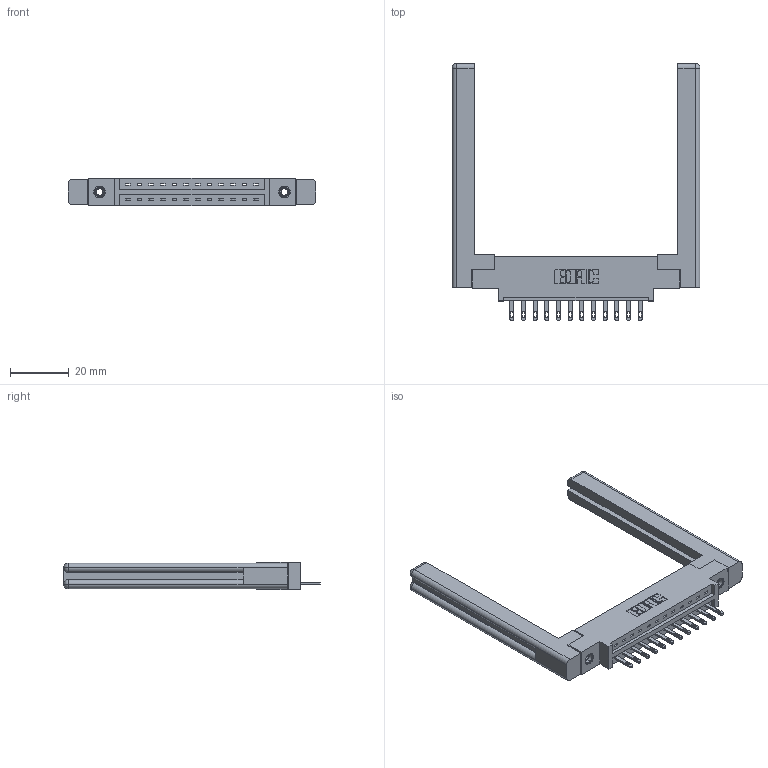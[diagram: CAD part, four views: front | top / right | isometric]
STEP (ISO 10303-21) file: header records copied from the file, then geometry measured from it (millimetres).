
FILE_DESCRIPTION (( 'STEP AP203' ), '1' );
FILE_NAME ('337-012-500-658.STEP', '2019-09-27T23:41:42', ( '' ), ( '' ), 'SwSTEP 2.0', 'SolidWorks 2016', '' );
FILE_SCHEMA (( 'CONFIG_CONTROL_DESIGN' ));
Length unit declared in the file: inch
Products named in the file (5): 337-012-500-658; 307-220-058; 345-292-001_345-293-100; 337 Part_0.170 Offset - 0.156 Dia-TI; 345-250-001_345-250-001-102
Assembly tree (17 placements, depth 2):
  337-012-500-658
    337 Part_0.170 Offset - 0.156 Dia-TI
    345-292-001_345-293-100  x12
    345-250-001_345-250-001-102  x2
    307-220-058  x2
Bounding box: 84.18 x 87.25 x 9.4 mm (x, y, z)
Volume: 15425.3 mm3; surface area: 13709.7 mm2
Topology: 17 solids, 17 shells, 956 faces, 2837 edges, 1878 vertices
Faces by surface type: plane 638, cylinder 294, cone 12, torus 12
Entity records: 15496 total; most frequent: CARTESIAN_POINT 2697, ORIENTED_EDGE 2584, DIRECTION 2352, EDGE_CURVE 1292, VECTOR 1112, LINE 1112, VERTEX_POINT 854, AXIS2_PLACEMENT_3D 620
